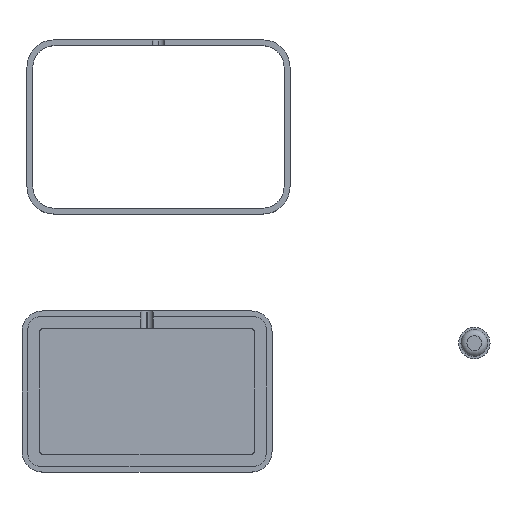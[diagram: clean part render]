
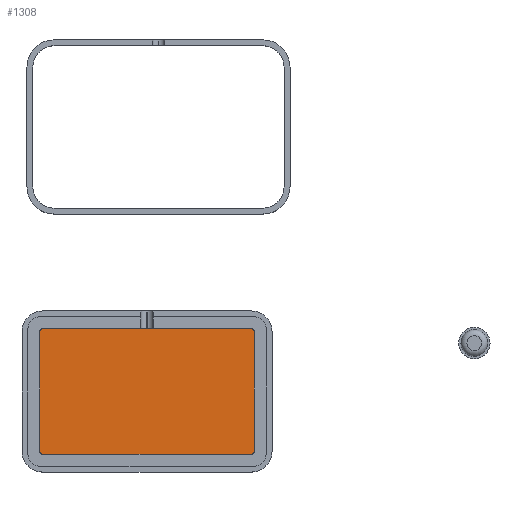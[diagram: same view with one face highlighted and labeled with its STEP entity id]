
A CAD part, top view. The second image highlights one B-rep face of the part: STEP entity #1308.
In plain terms, the highlighted planar face has unit normal (0, 0, 1).
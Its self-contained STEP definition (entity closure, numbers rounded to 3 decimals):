
#51=PLANE('',#1427);
#106=FACE_OUTER_BOUND('',#181,.T.);
#181=EDGE_LOOP('',(#1059,#1060,#1061,#1062,#1063,#1064,#1065,#1066));
#282=LINE('',#2067,#409);
#286=LINE('',#2079,#413);
#290=LINE('',#2091,#417);
#294=LINE('',#2102,#421);
#409=VECTOR('',#1663,10.);
#413=VECTOR('',#1675,10.);
#417=VECTOR('',#1687,10.);
#421=VECTOR('',#1699,10.);
#501=CIRCLE('',#1410,1.);
#503=CIRCLE('',#1414,1.);
#505=CIRCLE('',#1418,1.);
#507=CIRCLE('',#1422,1.);
#596=VERTEX_POINT('',#2057);
#597=VERTEX_POINT('',#2058);
#600=VERTEX_POINT('',#2066);
#602=VERTEX_POINT('',#2072);
#604=VERTEX_POINT('',#2078);
#606=VERTEX_POINT('',#2084);
#608=VERTEX_POINT('',#2090);
#610=VERTEX_POINT('',#2096);
#749=EDGE_CURVE('',#596,#597,#501,.T.);
#753=EDGE_CURVE('',#600,#596,#282,.T.);
#756=EDGE_CURVE('',#602,#600,#503,.T.);
#759=EDGE_CURVE('',#604,#602,#286,.T.);
#762=EDGE_CURVE('',#606,#604,#505,.T.);
#765=EDGE_CURVE('',#608,#606,#290,.T.);
#768=EDGE_CURVE('',#610,#608,#507,.T.);
#771=EDGE_CURVE('',#597,#610,#294,.T.);
#1059=ORIENTED_EDGE('',*,*,#768,.T.);
#1060=ORIENTED_EDGE('',*,*,#765,.T.);
#1061=ORIENTED_EDGE('',*,*,#762,.T.);
#1062=ORIENTED_EDGE('',*,*,#759,.T.);
#1063=ORIENTED_EDGE('',*,*,#756,.T.);
#1064=ORIENTED_EDGE('',*,*,#753,.T.);
#1065=ORIENTED_EDGE('',*,*,#749,.T.);
#1066=ORIENTED_EDGE('',*,*,#771,.T.);
#1308=ADVANCED_FACE('',(#106),#51,.T.);
#1410=AXIS2_PLACEMENT_3D('',#2059,#1655,#1656);
#1414=AXIS2_PLACEMENT_3D('',#2073,#1668,#1669);
#1418=AXIS2_PLACEMENT_3D('',#2085,#1680,#1681);
#1422=AXIS2_PLACEMENT_3D('',#2097,#1692,#1693);
#1427=AXIS2_PLACEMENT_3D('',#2110,#1708,#1709);
#1655=DIRECTION('center_axis',(0.,0.,1.));
#1656=DIRECTION('ref_axis',(1.,0.,0.));
#1663=DIRECTION('',(0.,1.,0.));
#1668=DIRECTION('center_axis',(0.,0.,1.));
#1669=DIRECTION('ref_axis',(0.,-1.,0.));
#1675=DIRECTION('',(1.,0.,0.));
#1680=DIRECTION('center_axis',(0.,0.,1.));
#1681=DIRECTION('ref_axis',(-1.,0.,0.));
#1687=DIRECTION('',(0.,-1.,0.));
#1692=DIRECTION('center_axis',(0.,0.,1.));
#1693=DIRECTION('ref_axis',(0.,1.,0.));
#1699=DIRECTION('',(-1.,0.,0.));
#1708=DIRECTION('center_axis',(0.,0.,1.));
#1709=DIRECTION('ref_axis',(1.,0.,0.));
#2057=CARTESIAN_POINT('',(72.535,-94.285,2.));
#2058=CARTESIAN_POINT('',(71.535,-93.285,2.));
#2059=CARTESIAN_POINT('Origin',(71.535,-94.285,2.));
#2066=CARTESIAN_POINT('',(72.535,-134.685,2.));
#2067=CARTESIAN_POINT('',(72.535,-94.285,2.));
#2072=CARTESIAN_POINT('',(71.535,-135.685,2.));
#2073=CARTESIAN_POINT('Origin',(71.535,-134.685,2.));
#2078=CARTESIAN_POINT('',(1.135,-135.685,2.));
#2079=CARTESIAN_POINT('',(71.535,-135.685,2.));
#2084=CARTESIAN_POINT('',(0.135,-134.685,2.));
#2085=CARTESIAN_POINT('Origin',(1.135,-134.685,2.));
#2090=CARTESIAN_POINT('',(0.135,-94.285,2.));
#2091=CARTESIAN_POINT('',(0.135,-134.685,2.));
#2096=CARTESIAN_POINT('',(1.135,-93.285,2.));
#2097=CARTESIAN_POINT('Origin',(1.135,-94.285,2.));
#2102=CARTESIAN_POINT('',(1.135,-93.285,2.));
#2110=CARTESIAN_POINT('Origin',(36.335,-114.485,2.));
